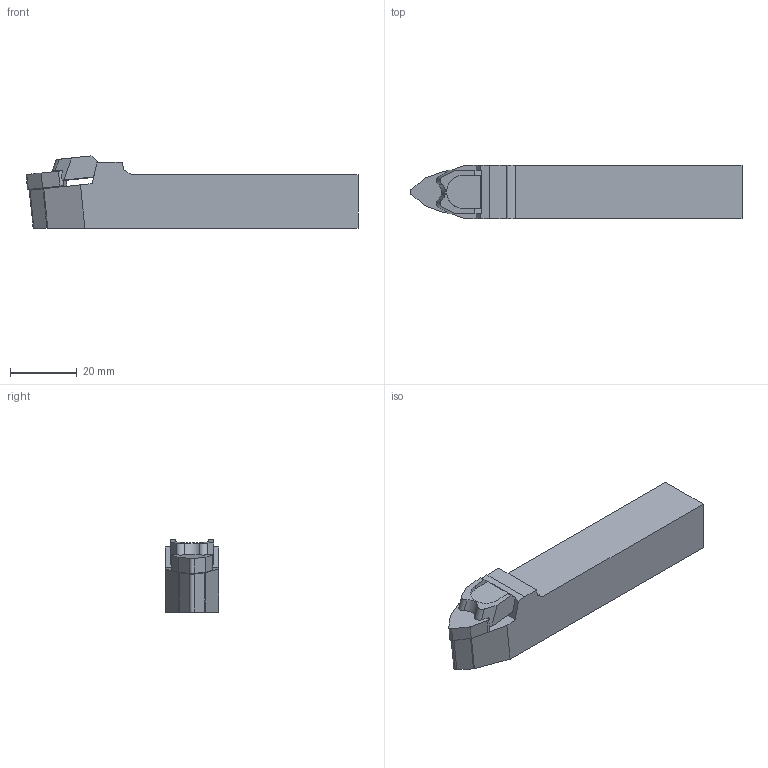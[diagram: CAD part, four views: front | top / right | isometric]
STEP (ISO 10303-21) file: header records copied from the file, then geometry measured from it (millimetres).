
FILE_DESCRIPTION(/* description */ (''),/* implementation_level */ '2;1');
FILE_NAME(/* name */ 'MWMNN-1616-H06.stp',/* time_stamp */ '2023-10-04T08:34:25+03:00',/* author */ (''),/* organization */ (''),/* preprocessor_version */ 'ST-DEVELOPER v19.4',/* originating_system */ 'SIEMENS PLM Software NX2306.3001',/* authorisation */ '');
FILE_SCHEMA (('AUTOMOTIVE_DESIGN { 1 0 10303 214 3 1 1 1 }'));
Length unit declared in the file: millimetre
Products named in the file (1): MWMNN-1616-H06
Bounding box: 99.56 x 16 x 21.65 mm (x, y, z)
Volume: 24540 mm3; surface area: 7304.7 mm2
Topology: 2 solids, 2 shells, 83 faces, 224 edges, 142 vertices
Faces by surface type: plane 47, cylinder 16, bspline 11, cone 6, extrusion 3
Full cylindrical faces by diameter (mm): 7.2 x1
Entity records: 3150 total; most frequent: CARTESIAN_POINT 1050, ORIENTED_EDGE 442, DIRECTION 367, EDGE_CURVE 221, VECTOR 149, LINE 146, VERTEX_POINT 144, AXIS2_PLACEMENT_3D 109
